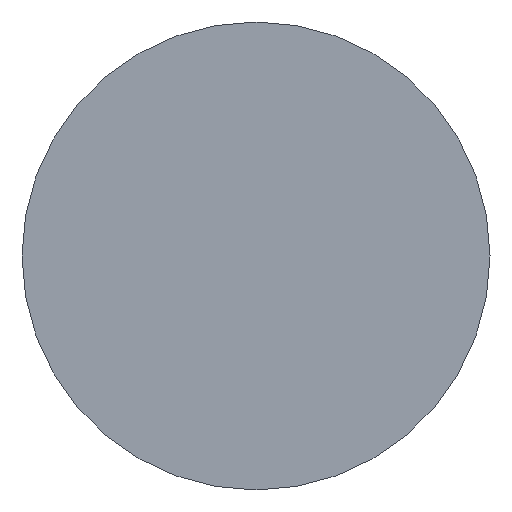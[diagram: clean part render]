
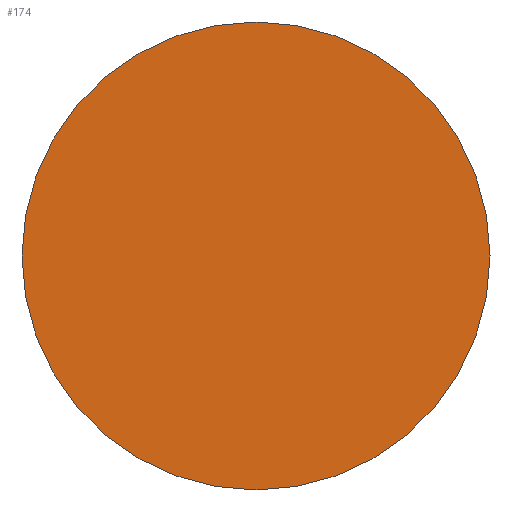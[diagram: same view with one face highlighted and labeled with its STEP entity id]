
A CAD part, front view. The second image highlights one B-rep face of the part: STEP entity #174.
In plain terms, the highlighted planar face has unit normal (0, -1, 0).
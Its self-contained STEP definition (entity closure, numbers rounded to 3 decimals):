
#174=ADVANCED_FACE('',(#190),#188,.T.);
#188=PLANE('',#284);
#190=FACE_OUTER_BOUND('',#191,.T.);
#191=EDGE_LOOP('',(#217));
#217=ORIENTED_EDGE('',*,*,#257,.F.);
#243=VERTEX_POINT('',#362);
#257=EDGE_CURVE('',#243,#243,#270,.T.);
#270=CIRCLE('',#283,2.25);
#283=AXIS2_PLACEMENT_3D('',#361,#310,#311);
#284=AXIS2_PLACEMENT_3D('',#363,#312,#313);
#310=DIRECTION('',(0.,1.,0.));
#311=DIRECTION('',(1.,0.,0.));
#312=DIRECTION('',(0.,-1.,0.));
#313=DIRECTION('',(0.,0.,1.));
#361=CARTESIAN_POINT('',(-1.563,-5.435,0.));
#362=CARTESIAN_POINT('',(0.687,-5.435,0.));
#363=CARTESIAN_POINT('',(0.912,-5.435,-2.475));
